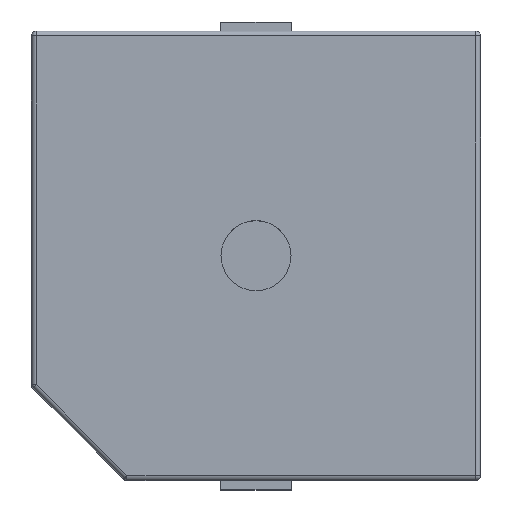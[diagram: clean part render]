
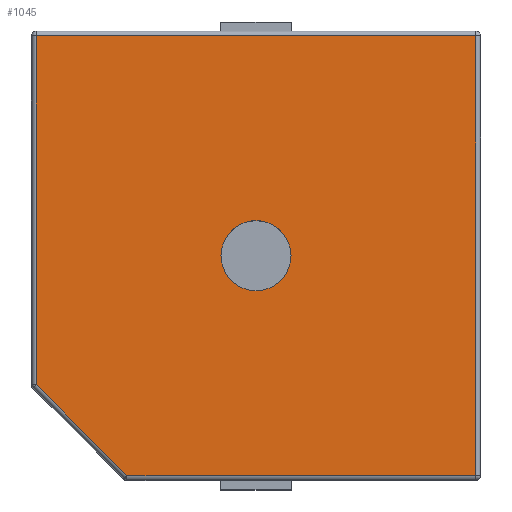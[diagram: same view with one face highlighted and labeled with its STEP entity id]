
A CAD part, top view. The second image highlights one B-rep face of the part: STEP entity #1045.
In plain terms, the highlighted planar face has unit normal (0, 0, 1).
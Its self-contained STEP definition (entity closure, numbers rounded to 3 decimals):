
#26=FACE_BOUND('',#215,.T.);
#76=CIRCLE('',#1157,0.75);
#143=FACE_OUTER_BOUND('',#214,.T.);
#214=EDGE_LOOP('',(#845,#846,#847,#848,#849));
#215=EDGE_LOOP('',(#850));
#279=LINE('',#1624,#381);
#284=LINE('',#1650,#386);
#287=LINE('',#1665,#389);
#289=LINE('',#1668,#391);
#291=LINE('',#1671,#393);
#381=VECTOR('',#1312,10.);
#386=VECTOR('',#1343,10.);
#389=VECTOR('',#1360,10.);
#391=VECTOR('',#1364,10.);
#393=VECTOR('',#1368,10.);
#478=VERTEX_POINT('',#1602);
#482=VERTEX_POINT('',#1614);
#486=VERTEX_POINT('',#1628);
#491=VERTEX_POINT('',#1641);
#494=VERTEX_POINT('',#1653);
#510=VERTEX_POINT('',#1705);
#592=EDGE_CURVE('',#478,#482,#279,.T.);
#605=EDGE_CURVE('',#482,#491,#284,.T.);
#612=EDGE_CURVE('',#491,#494,#287,.T.);
#614=EDGE_CURVE('',#494,#486,#289,.T.);
#616=EDGE_CURVE('',#486,#478,#291,.T.);
#633=EDGE_CURVE('',#510,#510,#76,.T.);
#845=ORIENTED_EDGE('',*,*,#592,.F.);
#846=ORIENTED_EDGE('',*,*,#616,.F.);
#847=ORIENTED_EDGE('',*,*,#614,.F.);
#848=ORIENTED_EDGE('',*,*,#612,.F.);
#849=ORIENTED_EDGE('',*,*,#605,.F.);
#850=ORIENTED_EDGE('',*,*,#633,.T.);
#987=PLANE('',#1156);
#1045=ADVANCED_FACE('',(#143,#26),#987,.T.);
#1156=AXIS2_PLACEMENT_3D('',#1704,#1396,#1397);
#1157=AXIS2_PLACEMENT_3D('',#1706,#1398,#1399);
#1312=DIRECTION('',(1.,0.,0.));
#1343=DIRECTION('',(0.,-1.,0.));
#1360=DIRECTION('',(-1.,0.,0.));
#1364=DIRECTION('',(-0.707,0.707,0.));
#1368=DIRECTION('',(0.,1.,0.));
#1396=DIRECTION('center_axis',(0.,0.,1.));
#1397=DIRECTION('ref_axis',(1.,0.,0.));
#1398=DIRECTION('center_axis',(0.,0.,-1.));
#1399=DIRECTION('ref_axis',(-1.,0.,0.));
#1602=CARTESIAN_POINT('',(-4.7,4.7,5.));
#1614=CARTESIAN_POINT('',(4.7,4.7,5.));
#1624=CARTESIAN_POINT('',(2.4,4.7,5.));
#1628=CARTESIAN_POINT('',(-4.7,-2.759,5.));
#1641=CARTESIAN_POINT('',(4.7,-4.7,5.));
#1650=CARTESIAN_POINT('',(4.7,-2.4,5.));
#1653=CARTESIAN_POINT('',(-2.759,-4.7,5.));
#1665=CARTESIAN_POINT('',(-1.4,-4.7,5.));
#1668=CARTESIAN_POINT('',(-4.229,-3.229,5.));
#1671=CARTESIAN_POINT('',(-4.7,2.4,5.));
#1704=CARTESIAN_POINT('Origin',(0.,0.,5.));
#1705=CARTESIAN_POINT('',(0.75,0.,5.));
#1706=CARTESIAN_POINT('Origin',(0.,0.,5.));
